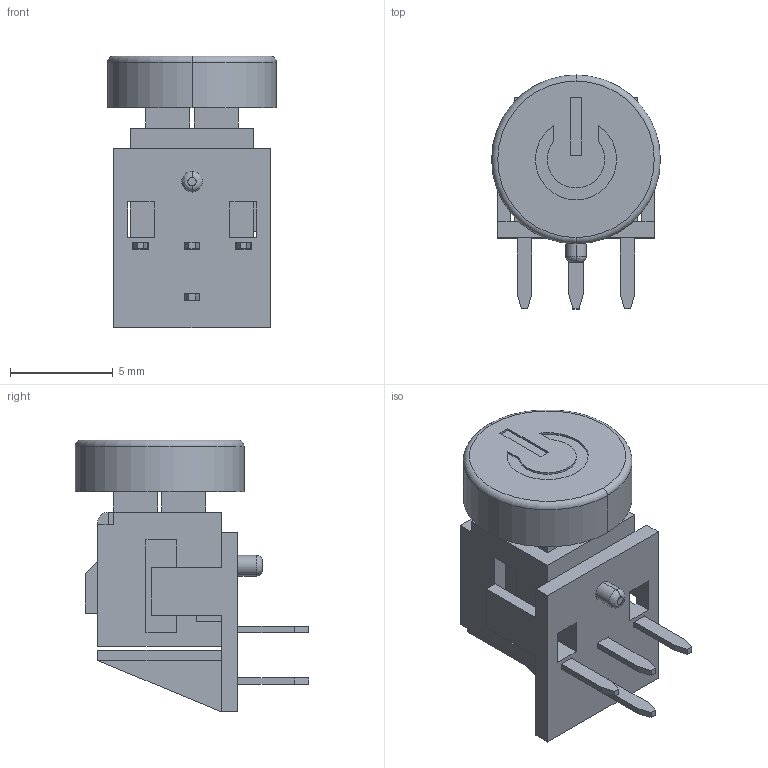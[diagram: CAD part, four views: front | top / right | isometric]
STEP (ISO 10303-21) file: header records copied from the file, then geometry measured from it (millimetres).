
FILE_DESCRIPTION((''),'2;1');
FILE_NAME('TM-007-D1-X','2019-03-27T',('Administrator'),(''),'PRO/ENGINEER BY PARAMETRIC TECHNOLOGY CORPORATION, 2010370','PRO/ENGINEER BY PARAMETRIC TECHNOLOGY CORPORATION, 2010370','');
FILE_SCHEMA(('CONFIG_CONTROL_DESIGN'));
Length unit declared in the file: millimetre
Products named in the file (1): TM-007-D1-X
Bounding box: 8.2 x 11.35 x 13.2 mm (x, y, z)
Volume: 454.3 mm3; surface area: 719.6 mm2
Topology: 1 solids, 1 shells, 798 faces, 2235 edges, 1482 vertices
Faces by surface type: plane 782, cylinder 12, torus 2, bspline 2
Entity records: 25227 total; most frequent: CARTESIAN_POINT 4569, ORIENTED_EDGE 4470, DIRECTION 3859, EDGE_CURVE 2235, VECTOR 2203, LINE 2203, VERTEX_POINT 1482, EDGE_LOOP 853
